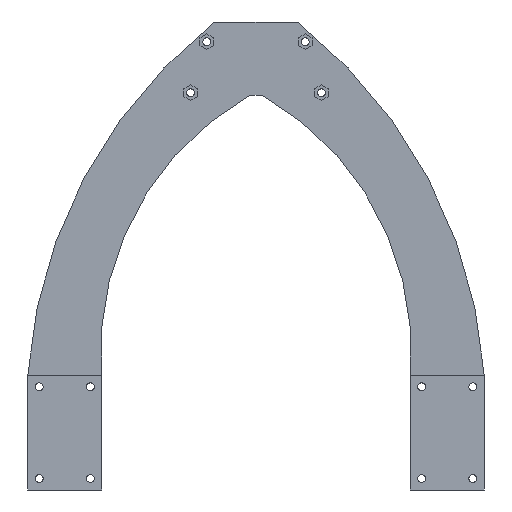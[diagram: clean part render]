
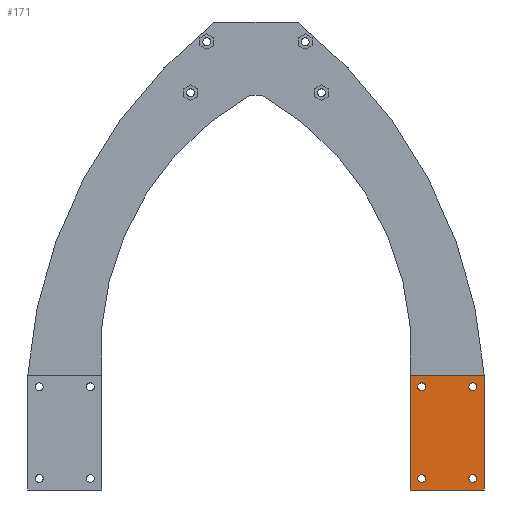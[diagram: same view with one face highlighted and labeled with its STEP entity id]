
A CAD part, front view. The second image highlights one B-rep face of the part: STEP entity #171.
In plain terms, the highlighted planar face has unit normal (0, -1, 0).
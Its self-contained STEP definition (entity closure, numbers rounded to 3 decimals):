
#44 = FACE_OUTER_BOUND ( 'NONE', #919, .T. ) ;
#66 = VERTEX_POINT ( 'NONE', #1317 ) ;
#102 = LINE ( 'NONE', #1097, #144 ) ;
#139 = DIRECTION ( 'NONE',  ( 0., 0., 1. ) ) ;
#144 = VECTOR ( 'NONE', #139, 1000. ) ;
#151 = VERTEX_POINT ( 'NONE', #2426 ) ;
#157 = EDGE_CURVE ( 'NONE', #151, #66, #1060, .T. ) ;
#171 = ADVANCED_FACE ( 'NONE', ( #967, #991, #2336, #2289, #44 ), #605, .F. ) ;
#220 = AXIS2_PLACEMENT_3D ( 'NONE', #1122, #736, #392 ) ;
#226 = AXIS2_PLACEMENT_3D ( 'NONE', #888, #2232, #327 ) ;
#236 = EDGE_LOOP ( 'NONE', ( #851, #1594 ) ) ;
#242 = DIRECTION ( 'NONE',  ( 0., 0., 1. ) ) ;
#284 = DIRECTION ( 'NONE',  ( 0., 1., 0. ) ) ;
#286 = ORIENTED_EDGE ( 'NONE', *, *, #2305, .T. ) ;
#317 = ORIENTED_EDGE ( 'NONE', *, *, #1989, .T. ) ;
#323 = CARTESIAN_POINT ( 'NONE',  ( 94.5, 5., 51. ) ) ;
#327 = DIRECTION ( 'NONE',  ( 0., 0., 1. ) ) ;
#337 = EDGE_LOOP ( 'NONE', ( #2421, #1283 ) ) ;
#356 = CARTESIAN_POINT ( 'NONE',  ( 67.211, 5., 6. ) ) ;
#392 = DIRECTION ( 'NONE',  ( 0., 0., 1. ) ) ;
#418 = AXIS2_PLACEMENT_3D ( 'NONE', #323, #488, #2195 ) ;
#423 = CIRCLE ( 'NONE', #1383, 1.7 ) ;
#436 = DIRECTION ( 'NONE',  ( 0., 1., 0. ) ) ;
#466 = CARTESIAN_POINT ( 'NONE',  ( 99.5, 5., 6. ) ) ;
#467 = DIRECTION ( 'NONE',  ( 0., 1., 0. ) ) ;
#488 = DIRECTION ( 'NONE',  ( 0., 1., 0. ) ) ;
#533 = VERTEX_POINT ( 'NONE', #1473 ) ;
#605 = PLANE ( 'NONE',  #1137 ) ;
#681 = CARTESIAN_POINT ( 'NONE',  ( 72.211, 5., 11. ) ) ;
#707 = EDGE_LOOP ( 'NONE', ( #317, #286 ) ) ;
#732 = CARTESIAN_POINT ( 'NONE',  ( 72.211, 5., 11. ) ) ;
#736 = DIRECTION ( 'NONE',  ( 0., 1., 0. ) ) ;
#750 = VECTOR ( 'NONE', #1489, 1000. ) ;
#751 = AXIS2_PLACEMENT_3D ( 'NONE', #1029, #284, #1250 ) ;
#753 = CIRCLE ( 'NONE', #226, 1.7 ) ;
#770 = EDGE_CURVE ( 'NONE', #1925, #960, #781, .T. ) ;
#781 = CIRCLE ( 'NONE', #418, 1.7 ) ;
#785 = ORIENTED_EDGE ( 'NONE', *, *, #1037, .F. ) ;
#788 = CIRCLE ( 'NONE', #2183, 1.7 ) ;
#820 = CIRCLE ( 'NONE', #220, 1.7 ) ;
#833 = CARTESIAN_POINT ( 'NONE',  ( 94.5, 5., 12.7 ) ) ;
#851 = ORIENTED_EDGE ( 'NONE', *, *, #1767, .T. ) ;
#853 = CARTESIAN_POINT ( 'NONE',  ( 72.211, 5., 49.3 ) ) ;
#888 = CARTESIAN_POINT ( 'NONE',  ( 94.5, 5., 11. ) ) ;
#914 = EDGE_CURVE ( 'NONE', #1193, #2034, #820, .T. ) ;
#919 = EDGE_LOOP ( 'NONE', ( #785, #1033, #1231, #2367 ) ) ;
#944 = CARTESIAN_POINT ( 'NONE',  ( 99.5, 5., 56. ) ) ;
#960 = VERTEX_POINT ( 'NONE', #1492 ) ;
#967 = FACE_BOUND ( 'NONE', #236, .T. ) ;
#969 = CARTESIAN_POINT ( 'NONE',  ( 94.5, 5., 52.7 ) ) ;
#972 = EDGE_LOOP ( 'NONE', ( #1760, #1680 ) ) ;
#991 = FACE_BOUND ( 'NONE', #972, .T. ) ;
#1015 = VERTEX_POINT ( 'NONE', #1035 ) ;
#1029 = CARTESIAN_POINT ( 'NONE',  ( 94.5, 5., 51. ) ) ;
#1033 = ORIENTED_EDGE ( 'NONE', *, *, #1879, .F. ) ;
#1035 = CARTESIAN_POINT ( 'NONE',  ( 67.211, 5., 56. ) ) ;
#1037 = EDGE_CURVE ( 'NONE', #1178, #2274, #1378, .T. ) ;
#1060 = CIRCLE ( 'NONE', #2215, 1.7 ) ;
#1088 = CARTESIAN_POINT ( 'NONE',  ( 72.211, 5., 51. ) ) ;
#1097 = CARTESIAN_POINT ( 'NONE',  ( 67.211, 5., -19. ) ) ;
#1122 = CARTESIAN_POINT ( 'NONE',  ( 72.211, 5., 51. ) ) ;
#1137 = AXIS2_PLACEMENT_3D ( 'NONE', #1152, #436, #2313 ) ;
#1152 = CARTESIAN_POINT ( 'NONE',  ( 99.5, 5., 56. ) ) ;
#1178 = VERTEX_POINT ( 'NONE', #466 ) ;
#1192 = DIRECTION ( 'NONE',  ( -1., 0., 0. ) ) ;
#1193 = VERTEX_POINT ( 'NONE', #853 ) ;
#1229 = EDGE_CURVE ( 'NONE', #2274, #1015, #102, .T. ) ;
#1231 = ORIENTED_EDGE ( 'NONE', *, *, #1334, .T. ) ;
#1250 = DIRECTION ( 'NONE',  ( 0., 0., 1. ) ) ;
#1283 = ORIENTED_EDGE ( 'NONE', *, *, #1588, .T. ) ;
#1317 = CARTESIAN_POINT ( 'NONE',  ( 72.211, 5., 12.7 ) ) ;
#1334 = EDGE_CURVE ( 'NONE', #533, #1015, #1514, .T. ) ;
#1343 = CARTESIAN_POINT ( 'NONE',  ( 72.211, 5., 52.7 ) ) ;
#1378 = LINE ( 'NONE', #1404, #2015 ) ;
#1383 = AXIS2_PLACEMENT_3D ( 'NONE', #1537, #2315, #242 ) ;
#1404 = CARTESIAN_POINT ( 'NONE',  ( 99.5, 5., 6. ) ) ;
#1473 = CARTESIAN_POINT ( 'NONE',  ( 99.5, 5., 56. ) ) ;
#1489 = DIRECTION ( 'NONE',  ( -1., 0., 0. ) ) ;
#1492 = CARTESIAN_POINT ( 'NONE',  ( 94.5, 5., 49.3 ) ) ;
#1514 = LINE ( 'NONE', #1907, #750 ) ;
#1537 = CARTESIAN_POINT ( 'NONE',  ( 94.5, 5., 11. ) ) ;
#1567 = DIRECTION ( 'NONE',  ( 0., 0., 1. ) ) ;
#1584 = CARTESIAN_POINT ( 'NONE',  ( 94.5, 5., 9.3 ) ) ;
#1588 = EDGE_CURVE ( 'NONE', #960, #1925, #1812, .T. ) ;
#1594 = ORIENTED_EDGE ( 'NONE', *, *, #157, .T. ) ;
#1650 = DIRECTION ( 'NONE',  ( 0., 1., 0. ) ) ;
#1680 = ORIENTED_EDGE ( 'NONE', *, *, #914, .T. ) ;
#1739 = VERTEX_POINT ( 'NONE', #833 ) ;
#1760 = ORIENTED_EDGE ( 'NONE', *, *, #1867, .T. ) ;
#1767 = EDGE_CURVE ( 'NONE', #66, #151, #2061, .T. ) ;
#1806 = DIRECTION ( 'NONE',  ( 0., 0., 1. ) ) ;
#1812 = CIRCLE ( 'NONE', #751, 1.7 ) ;
#1857 = AXIS2_PLACEMENT_3D ( 'NONE', #681, #467, #1806 ) ;
#1867 = EDGE_CURVE ( 'NONE', #2034, #1193, #788, .T. ) ;
#1879 = EDGE_CURVE ( 'NONE', #533, #1178, #2413, .T. ) ;
#1885 = DIRECTION ( 'NONE',  ( 0., 0., -1. ) ) ;
#1895 = VECTOR ( 'NONE', #1885, 1000. ) ;
#1907 = CARTESIAN_POINT ( 'NONE',  ( 99.5, 5., 56. ) ) ;
#1916 = DIRECTION ( 'NONE',  ( 0., 1., 0. ) ) ;
#1925 = VERTEX_POINT ( 'NONE', #969 ) ;
#1989 = EDGE_CURVE ( 'NONE', #1739, #2189, #423, .T. ) ;
#2015 = VECTOR ( 'NONE', #1192, 1000. ) ;
#2034 = VERTEX_POINT ( 'NONE', #1343 ) ;
#2061 = CIRCLE ( 'NONE', #1857, 1.7 ) ;
#2183 = AXIS2_PLACEMENT_3D ( 'NONE', #1088, #1650, #2272 ) ;
#2189 = VERTEX_POINT ( 'NONE', #1584 ) ;
#2195 = DIRECTION ( 'NONE',  ( 0., 0., 1. ) ) ;
#2215 = AXIS2_PLACEMENT_3D ( 'NONE', #732, #1916, #1567 ) ;
#2232 = DIRECTION ( 'NONE',  ( 0., 1., 0. ) ) ;
#2272 = DIRECTION ( 'NONE',  ( 0., 0., 1. ) ) ;
#2274 = VERTEX_POINT ( 'NONE', #356 ) ;
#2289 = FACE_BOUND ( 'NONE', #707, .T. ) ;
#2305 = EDGE_CURVE ( 'NONE', #2189, #1739, #753, .T. ) ;
#2313 = DIRECTION ( 'NONE',  ( 0., 0., 1. ) ) ;
#2315 = DIRECTION ( 'NONE',  ( 0., 1., 0. ) ) ;
#2336 = FACE_BOUND ( 'NONE', #337, .T. ) ;
#2367 = ORIENTED_EDGE ( 'NONE', *, *, #1229, .F. ) ;
#2413 = LINE ( 'NONE', #944, #1895 ) ;
#2421 = ORIENTED_EDGE ( 'NONE', *, *, #770, .T. ) ;
#2426 = CARTESIAN_POINT ( 'NONE',  ( 72.211, 5., 9.3 ) ) ;
